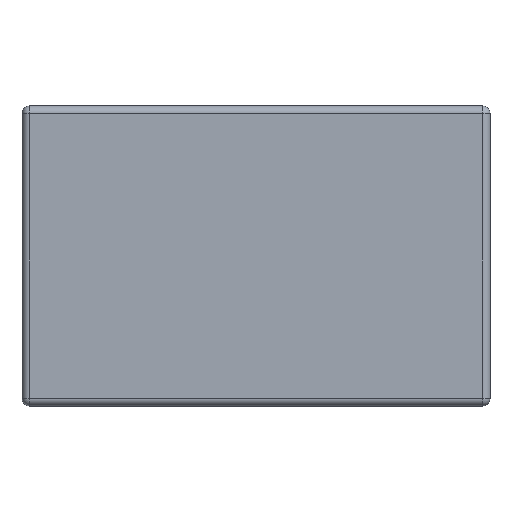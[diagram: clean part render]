
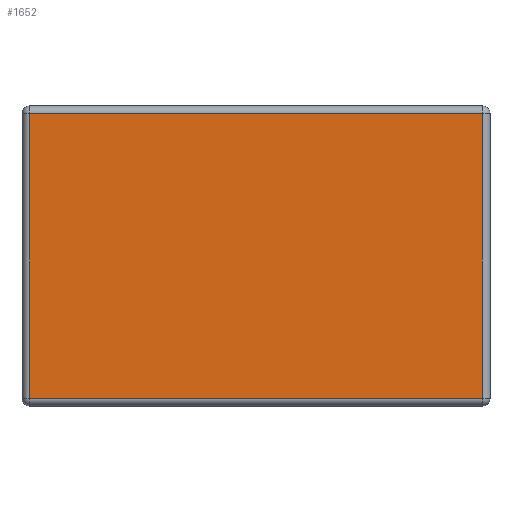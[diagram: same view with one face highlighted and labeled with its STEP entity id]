
A CAD part, top view. The second image highlights one B-rep face of the part: STEP entity #1652.
In plain terms, the highlighted planar face has unit normal (0, 0, 1).
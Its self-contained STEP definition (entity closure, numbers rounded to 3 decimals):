
#821 = CYLINDRICAL_SURFACE('',#822,6.35);
#822 = AXIS2_PLACEMENT_3D('',#823,#824,#825);
#823 = CARTESIAN_POINT('',(-191.77,-127.,1.588));
#824 = DIRECTION('',(0.,1.,0.));
#825 = DIRECTION('',(-1.,0.,0.));
#902 = CYLINDRICAL_SURFACE('',#903,6.35);
#903 = AXIS2_PLACEMENT_3D('',#904,#905,#906);
#904 = CARTESIAN_POINT('',(-198.12,-120.65,1.588));
#905 = DIRECTION('',(1.,0.,0.));
#906 = DIRECTION('',(0.,-1.,0.));
#1010 = CYLINDRICAL_SURFACE('',#1011,6.35);
#1011 = AXIS2_PLACEMENT_3D('',#1012,#1013,#1014);
#1012 = CARTESIAN_POINT('',(-198.12,120.65,1.588));
#1013 = DIRECTION('',(1.,0.,0.));
#1014 = DIRECTION('',(-0.,1.,0.));
#1140 = CYLINDRICAL_SURFACE('',#1141,6.35);
#1141 = AXIS2_PLACEMENT_3D('',#1142,#1143,#1144);
#1142 = CARTESIAN_POINT('',(191.77,-127.,1.588));
#1143 = DIRECTION('',(0.,1.,0.));
#1144 = DIRECTION('',(1.,0.,-0.));
#1224 = VERTEX_POINT('',#1225);
#1225 = CARTESIAN_POINT('',(-191.77,-120.65,7.938));
#1245 = EDGE_CURVE('',#1224,#1246,#1248,.T.);
#1246 = VERTEX_POINT('',#1247);
#1247 = CARTESIAN_POINT('',(-191.77,120.65,7.938));
#1248 = SURFACE_CURVE('',#1249,(#1253,#1260),.PCURVE_S1.);
#1249 = LINE('',#1250,#1251);
#1250 = CARTESIAN_POINT('',(-191.77,-127.,7.938));
#1251 = VECTOR('',#1252,1.);
#1252 = DIRECTION('',(0.,1.,0.));
#1253 = PCURVE('',#821,#1254);
#1254 = DEFINITIONAL_REPRESENTATION('',(#1255),#1259);
#1255 = LINE('',#1256,#1257);
#1256 = CARTESIAN_POINT('',(1.571,0.));
#1257 = VECTOR('',#1258,1.);
#1258 = DIRECTION('',(0.,1.));
#1259 = ( GEOMETRIC_REPRESENTATION_CONTEXT(2) 
PARAMETRIC_REPRESENTATION_CONTEXT() REPRESENTATION_CONTEXT('2D SPACE',''
  ) );
#1260 = PCURVE('',#1261,#1266);
#1261 = PLANE('',#1262);
#1262 = AXIS2_PLACEMENT_3D('',#1263,#1264,#1265);
#1263 = CARTESIAN_POINT('',(-198.12,-127.,7.938));
#1264 = DIRECTION('',(0.,0.,1.));
#1265 = DIRECTION('',(1.,0.,0.));
#1266 = DEFINITIONAL_REPRESENTATION('',(#1267),#1271);
#1267 = LINE('',#1268,#1269);
#1268 = CARTESIAN_POINT('',(6.35,0.));
#1269 = VECTOR('',#1270,1.);
#1270 = DIRECTION('',(0.,1.));
#1271 = ( GEOMETRIC_REPRESENTATION_CONTEXT(2) 
PARAMETRIC_REPRESENTATION_CONTEXT() REPRESENTATION_CONTEXT('2D SPACE',''
  ) );
#1350 = EDGE_CURVE('',#1224,#1351,#1353,.T.);
#1351 = VERTEX_POINT('',#1352);
#1352 = CARTESIAN_POINT('',(191.77,-120.65,7.938));
#1353 = SURFACE_CURVE('',#1354,(#1358,#1365),.PCURVE_S1.);
#1354 = LINE('',#1355,#1356);
#1355 = CARTESIAN_POINT('',(-198.12,-120.65,7.938));
#1356 = VECTOR('',#1357,1.);
#1357 = DIRECTION('',(1.,0.,0.));
#1358 = PCURVE('',#902,#1359);
#1359 = DEFINITIONAL_REPRESENTATION('',(#1360),#1364);
#1360 = LINE('',#1361,#1362);
#1361 = CARTESIAN_POINT('',(-1.571,0.));
#1362 = VECTOR('',#1363,1.);
#1363 = DIRECTION('',(-0.,1.));
#1364 = ( GEOMETRIC_REPRESENTATION_CONTEXT(2) 
PARAMETRIC_REPRESENTATION_CONTEXT() REPRESENTATION_CONTEXT('2D SPACE',''
  ) );
#1365 = PCURVE('',#1261,#1366);
#1366 = DEFINITIONAL_REPRESENTATION('',(#1367),#1371);
#1367 = LINE('',#1368,#1369);
#1368 = CARTESIAN_POINT('',(0.,6.35));
#1369 = VECTOR('',#1370,1.);
#1370 = DIRECTION('',(1.,0.));
#1371 = ( GEOMETRIC_REPRESENTATION_CONTEXT(2) 
PARAMETRIC_REPRESENTATION_CONTEXT() REPRESENTATION_CONTEXT('2D SPACE',''
  ) );
#1450 = EDGE_CURVE('',#1246,#1451,#1453,.T.);
#1451 = VERTEX_POINT('',#1452);
#1452 = CARTESIAN_POINT('',(191.77,120.65,7.938));
#1453 = SURFACE_CURVE('',#1454,(#1458,#1465),.PCURVE_S1.);
#1454 = LINE('',#1455,#1456);
#1455 = CARTESIAN_POINT('',(-198.12,120.65,7.938));
#1456 = VECTOR('',#1457,1.);
#1457 = DIRECTION('',(1.,0.,0.));
#1458 = PCURVE('',#1010,#1459);
#1459 = DEFINITIONAL_REPRESENTATION('',(#1460),#1464);
#1460 = LINE('',#1461,#1462);
#1461 = CARTESIAN_POINT('',(1.571,0.));
#1462 = VECTOR('',#1463,1.);
#1463 = DIRECTION('',(0.,1.));
#1464 = ( GEOMETRIC_REPRESENTATION_CONTEXT(2) 
PARAMETRIC_REPRESENTATION_CONTEXT() REPRESENTATION_CONTEXT('2D SPACE',''
  ) );
#1465 = PCURVE('',#1261,#1466);
#1466 = DEFINITIONAL_REPRESENTATION('',(#1467),#1471);
#1467 = LINE('',#1468,#1469);
#1468 = CARTESIAN_POINT('',(0.,247.65));
#1469 = VECTOR('',#1470,1.);
#1470 = DIRECTION('',(1.,0.));
#1471 = ( GEOMETRIC_REPRESENTATION_CONTEXT(2) 
PARAMETRIC_REPRESENTATION_CONTEXT() REPRESENTATION_CONTEXT('2D SPACE',''
  ) );
#1548 = EDGE_CURVE('',#1351,#1451,#1549,.T.);
#1549 = SURFACE_CURVE('',#1550,(#1554,#1561),.PCURVE_S1.);
#1550 = LINE('',#1551,#1552);
#1551 = CARTESIAN_POINT('',(191.77,-127.,7.938));
#1552 = VECTOR('',#1553,1.);
#1553 = DIRECTION('',(0.,1.,0.));
#1554 = PCURVE('',#1140,#1555);
#1555 = DEFINITIONAL_REPRESENTATION('',(#1556),#1560);
#1556 = LINE('',#1557,#1558);
#1557 = CARTESIAN_POINT('',(-1.571,0.));
#1558 = VECTOR('',#1559,1.);
#1559 = DIRECTION('',(-0.,1.));
#1560 = ( GEOMETRIC_REPRESENTATION_CONTEXT(2) 
PARAMETRIC_REPRESENTATION_CONTEXT() REPRESENTATION_CONTEXT('2D SPACE',''
  ) );
#1561 = PCURVE('',#1261,#1562);
#1562 = DEFINITIONAL_REPRESENTATION('',(#1563),#1567);
#1563 = LINE('',#1564,#1565);
#1564 = CARTESIAN_POINT('',(389.89,0.));
#1565 = VECTOR('',#1566,1.);
#1566 = DIRECTION('',(0.,1.));
#1567 = ( GEOMETRIC_REPRESENTATION_CONTEXT(2) 
PARAMETRIC_REPRESENTATION_CONTEXT() REPRESENTATION_CONTEXT('2D SPACE',''
  ) );
#1652 = ADVANCED_FACE('',(#1653),#1261,.T.);
#1653 = FACE_BOUND('',#1654,.T.);
#1654 = EDGE_LOOP('',(#1655,#1656,#1657,#1658));
#1655 = ORIENTED_EDGE('',*,*,#1245,.F.);
#1656 = ORIENTED_EDGE('',*,*,#1350,.T.);
#1657 = ORIENTED_EDGE('',*,*,#1548,.T.);
#1658 = ORIENTED_EDGE('',*,*,#1450,.F.);
